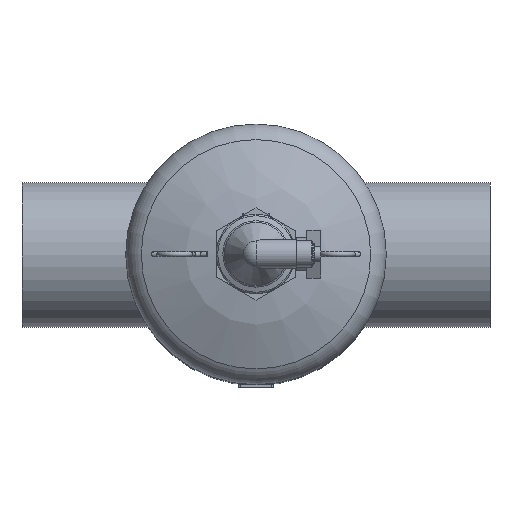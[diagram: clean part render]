
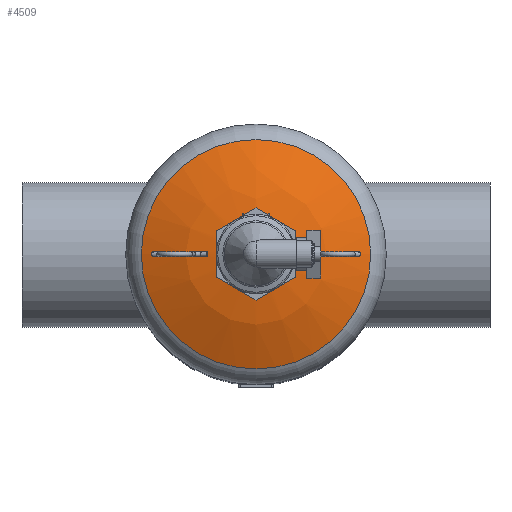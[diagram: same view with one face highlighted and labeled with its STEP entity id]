
A CAD part, top view. The second image highlights one B-rep face of the part: STEP entity #4509.
In plain terms, the highlighted free-form (B-spline) face has degree [2, 2] with [3, 9] control points.
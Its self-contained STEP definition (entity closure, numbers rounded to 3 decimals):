
#860=(
BOUNDED_CURVE()
B_SPLINE_CURVE(2,(#6866,#6867,#6868),.UNSPECIFIED.,.F.,.F.)
B_SPLINE_CURVE_WITH_KNOTS((3,3),(-1.48,-1.12),
 .UNSPECIFIED.)
CURVE()
GEOMETRIC_REPRESENTATION_ITEM()
RATIONAL_B_SPLINE_CURVE((1.,0.984,1.))
REPRESENTATION_ITEM('')
);
#874=(
BOUNDED_SURFACE()
B_SPLINE_SURFACE(2,2,((#6839,#6840,#6841,#6842,#6843,#6844,#6845,#6846,
#6847),(#6848,#6849,#6850,#6851,#6852,#6853,#6854,#6855,#6856),(#6857,#6858,
#6859,#6860,#6861,#6862,#6863,#6864,#6865)),.UNSPECIFIED.,.F.,.T.,.F.)
B_SPLINE_SURFACE_WITH_KNOTS((3,3),(3,2,2,2,3),(1.12,1.48),
(-3.142,-1.571,0.,1.571,3.142),
 .UNSPECIFIED.)
GEOMETRIC_REPRESENTATION_ITEM()
RATIONAL_B_SPLINE_SURFACE(((1.,0.707,1.,0.707,1.,
0.707,1.,0.707,1.),(0.984,0.696,
0.984,0.696,0.984,0.696,0.984,
0.696,0.984),(1.,0.707,1.,0.707,
1.,0.707,1.,0.707,1.)))
REPRESENTATION_ITEM('')
SURFACE()
);
#1128=FACE_OUTER_BOUND('',#1426,.T.);
#1426=EDGE_LOOP('',(#3117,#3118,#3119,#3120,#3121,#3122));
#1752=CIRCLE('',#4818,19.);
#1753=CIRCLE('',#4819,19.);
#1759=CIRCLE('',#4831,90.677);
#1760=CIRCLE('',#4832,90.677);
#1984=VERTEX_POINT('',#6815);
#1985=VERTEX_POINT('',#6816);
#1991=VERTEX_POINT('',#6835);
#1992=VERTEX_POINT('',#6836);
#2438=EDGE_CURVE('',#1984,#1985,#1752,.T.);
#2439=EDGE_CURVE('',#1985,#1984,#1753,.T.);
#2445=EDGE_CURVE('',#1991,#1992,#1759,.T.);
#2446=EDGE_CURVE('',#1992,#1991,#1760,.T.);
#2447=EDGE_CURVE('',#1985,#1992,#860,.T.);
#3117=ORIENTED_EDGE('',*,*,#2438,.T.);
#3118=ORIENTED_EDGE('',*,*,#2447,.T.);
#3119=ORIENTED_EDGE('',*,*,#2446,.T.);
#3120=ORIENTED_EDGE('',*,*,#2445,.T.);
#3121=ORIENTED_EDGE('',*,*,#2447,.F.);
#3122=ORIENTED_EDGE('',*,*,#2439,.T.);
#4509=ADVANCED_FACE('',(#1128),#874,.F.);
#4818=AXIS2_PLACEMENT_3D('',#6817,#5359,#5360);
#4819=AXIS2_PLACEMENT_3D('',#6818,#5361,#5362);
#4831=AXIS2_PLACEMENT_3D('',#6837,#5385,#5386);
#4832=AXIS2_PLACEMENT_3D('',#6838,#5387,#5388);
#5359=DIRECTION('center_axis',(0.,0.,-1.));
#5360=DIRECTION('ref_axis',(-1.,0.,0.));
#5361=DIRECTION('center_axis',(0.,0.,-1.));
#5362=DIRECTION('ref_axis',(-1.,0.,0.));
#5385=DIRECTION('center_axis',(0.,0.,1.));
#5386=DIRECTION('ref_axis',(1.,0.,0.));
#5387=DIRECTION('center_axis',(0.,0.,1.));
#5388=DIRECTION('ref_axis',(1.,0.,0.));
#6815=CARTESIAN_POINT('',(-19.,0.,535.89));
#6816=CARTESIAN_POINT('',(0.,19.,535.89));
#6817=CARTESIAN_POINT('Origin',(0.,0.,535.89));
#6818=CARTESIAN_POINT('Origin',(0.,0.,535.89));
#6835=CARTESIAN_POINT('',(-90.677,0.,515.964));
#6836=CARTESIAN_POINT('',(0.,90.677,515.964));
#6837=CARTESIAN_POINT('Origin',(0.,0.,515.964));
#6838=CARTESIAN_POINT('Origin',(0.,0.,515.964));
#6839=CARTESIAN_POINT('Ctrl Pts',(0.,90.677,515.964));
#6840=CARTESIAN_POINT('Ctrl Pts',(-90.677,90.677,515.964));
#6841=CARTESIAN_POINT('Ctrl Pts',(-90.677,0.,
515.964));
#6842=CARTESIAN_POINT('Ctrl Pts',(-90.677,-90.677,515.964));
#6843=CARTESIAN_POINT('Ctrl Pts',(0.,-90.677,515.964));
#6844=CARTESIAN_POINT('Ctrl Pts',(90.677,-90.677,515.964));
#6845=CARTESIAN_POINT('Ctrl Pts',(90.677,0.,
515.964));
#6846=CARTESIAN_POINT('Ctrl Pts',(90.677,90.677,515.964));
#6847=CARTESIAN_POINT('Ctrl Pts',(0.,90.677,515.964));
#6848=CARTESIAN_POINT('Ctrl Pts',(0.,56.652,532.449));
#6849=CARTESIAN_POINT('Ctrl Pts',(-56.652,56.652,532.449));
#6850=CARTESIAN_POINT('Ctrl Pts',(-56.652,0.,
532.449));
#6851=CARTESIAN_POINT('Ctrl Pts',(-56.652,-56.652,532.449));
#6852=CARTESIAN_POINT('Ctrl Pts',(0.,-56.652,532.449));
#6853=CARTESIAN_POINT('Ctrl Pts',(56.652,-56.652,532.449));
#6854=CARTESIAN_POINT('Ctrl Pts',(56.652,0.,
532.449));
#6855=CARTESIAN_POINT('Ctrl Pts',(56.652,56.652,532.449));
#6856=CARTESIAN_POINT('Ctrl Pts',(0.,56.652,532.449));
#6857=CARTESIAN_POINT('Ctrl Pts',(0.,19.,535.89));
#6858=CARTESIAN_POINT('Ctrl Pts',(-19.,19.,535.89));
#6859=CARTESIAN_POINT('Ctrl Pts',(-19.,0.,535.89));
#6860=CARTESIAN_POINT('Ctrl Pts',(-19.,-19.,535.89));
#6861=CARTESIAN_POINT('Ctrl Pts',(0.,-19.,535.89));
#6862=CARTESIAN_POINT('Ctrl Pts',(19.,-19.,535.89));
#6863=CARTESIAN_POINT('Ctrl Pts',(19.,0.,535.89));
#6864=CARTESIAN_POINT('Ctrl Pts',(19.,19.,535.89));
#6865=CARTESIAN_POINT('Ctrl Pts',(0.,19.,535.89));
#6866=CARTESIAN_POINT('Ctrl Pts',(0.,19.,535.89));
#6867=CARTESIAN_POINT('Ctrl Pts',(0.,56.652,532.449));
#6868=CARTESIAN_POINT('Ctrl Pts',(0.,90.677,515.964));
